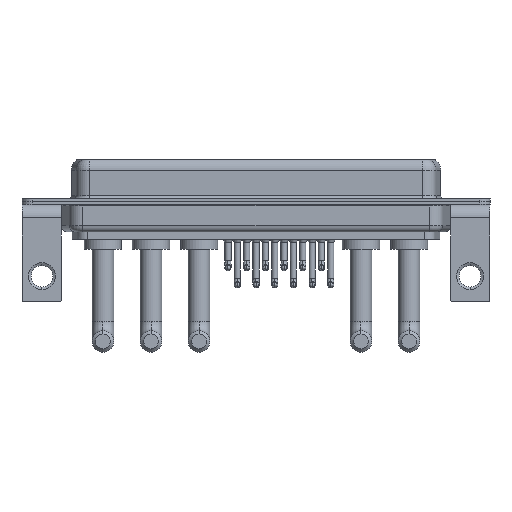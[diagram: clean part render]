
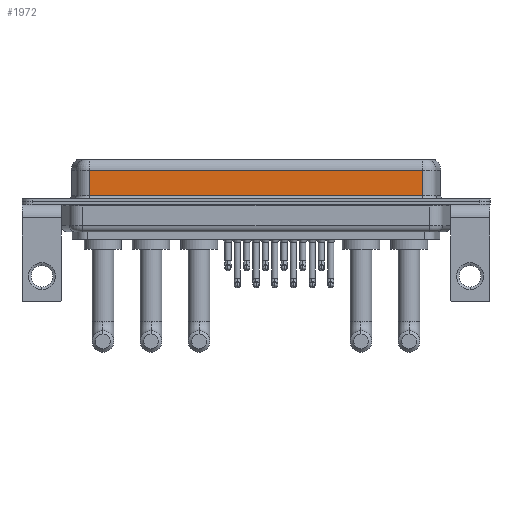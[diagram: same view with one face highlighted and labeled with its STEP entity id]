
A CAD part, front view. The second image highlights one B-rep face of the part: STEP entity #1972.
In plain terms, the highlighted planar face has unit normal (0, -1, 0).
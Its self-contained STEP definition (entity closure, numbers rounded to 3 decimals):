
#604 = CARTESIAN_POINT ( 'NONE',  ( 56.462, -3.95, 6.4 ) ) ;
#929 = DIRECTION ( 'NONE',  ( 0., 0., -1. ) ) ;
#1073 = DIRECTION ( 'NONE',  ( 0., 0., -1. ) ) ;
#1209 = PLANE ( 'NONE',  #4966 ) ;
#1315 = CARTESIAN_POINT ( 'NONE',  ( 56.462, -3.95, 4.65 ) ) ;
#1480 = ORIENTED_EDGE ( 'NONE', *, *, #11940, .T. ) ;
#1972 = ADVANCED_FACE ( 'NONE', ( #15733 ), #1209, .F. ) ;
#2054 = CARTESIAN_POINT ( 'NONE',  ( 7.038, -3.95, 4.65 ) ) ;
#2147 = EDGE_CURVE ( 'NONE', #17959, #3289, #17556, .T. ) ;
#3289 = VERTEX_POINT ( 'NONE', #2054 ) ;
#4424 = VECTOR ( 'NONE', #929, 1000. ) ;
#4554 = CARTESIAN_POINT ( 'NONE',  ( 56.462, -3.95, 0.9 ) ) ;
#4692 = DIRECTION ( 'NONE',  ( -1., 0., 0. ) ) ;
#4950 = CARTESIAN_POINT ( 'NONE',  ( 56.462, -3.95, 4.65 ) ) ;
#4966 = AXIS2_PLACEMENT_3D ( 'NONE', #20437, #20538, #5966 ) ;
#5777 = LINE ( 'NONE', #604, #4424 ) ;
#5966 = DIRECTION ( 'NONE',  ( 0., 0., 1. ) ) ;
#7199 = VERTEX_POINT ( 'NONE', #13662 ) ;
#7522 = EDGE_CURVE ( 'NONE', #3289, #16266, #13819, .T. ) ;
#8896 = VECTOR ( 'NONE', #1073, 1000. ) ;
#9330 = CARTESIAN_POINT ( 'NONE',  ( 7.038, -3.95, 6.4 ) ) ;
#10040 = ORIENTED_EDGE ( 'NONE', *, *, #16214, .F. ) ;
#11243 = DIRECTION ( 'NONE',  ( 1., 0., 0. ) ) ;
#11439 = VECTOR ( 'NONE', #4692, 1000. ) ;
#11940 = EDGE_CURVE ( 'NONE', #16266, #7199, #19328, .T. ) ;
#13662 = CARTESIAN_POINT ( 'NONE',  ( 56.462, -3.95, 0.9 ) ) ;
#13819 = LINE ( 'NONE', #9330, #8896 ) ;
#13862 = VECTOR ( 'NONE', #11243, 1000. ) ;
#15733 = FACE_OUTER_BOUND ( 'NONE', #17786, .T. ) ;
#16214 = EDGE_CURVE ( 'NONE', #17959, #7199, #5777, .T. ) ;
#16266 = VERTEX_POINT ( 'NONE', #19927 ) ;
#16372 = ORIENTED_EDGE ( 'NONE', *, *, #2147, .T. ) ;
#17535 = ORIENTED_EDGE ( 'NONE', *, *, #7522, .T. ) ;
#17556 = LINE ( 'NONE', #1315, #11439 ) ;
#17786 = EDGE_LOOP ( 'NONE', ( #10040, #16372, #17535, #1480 ) ) ;
#17959 = VERTEX_POINT ( 'NONE', #4950 ) ;
#19328 = LINE ( 'NONE', #4554, #13862 ) ;
#19927 = CARTESIAN_POINT ( 'NONE',  ( 7.038, -3.95, 0.9 ) ) ;
#20437 = CARTESIAN_POINT ( 'NONE',  ( 56.462, -3.95, 6.4 ) ) ;
#20538 = DIRECTION ( 'NONE',  ( 0., 1., 0. ) ) ;
